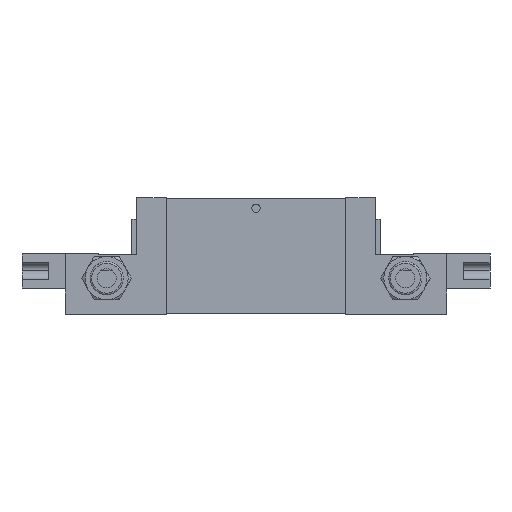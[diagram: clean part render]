
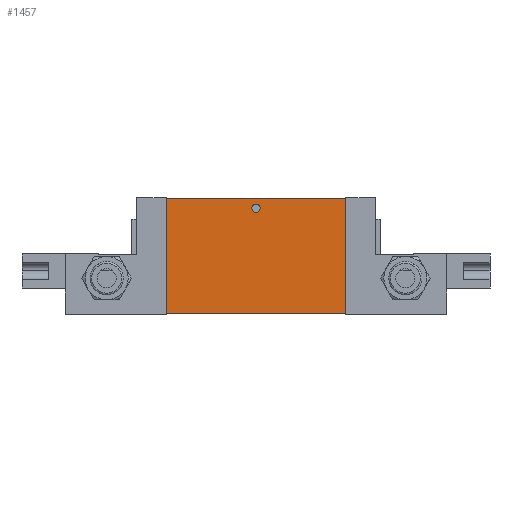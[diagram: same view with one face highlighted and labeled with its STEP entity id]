
A CAD part, left-side view. The second image highlights one B-rep face of the part: STEP entity #1457.
In plain terms, the highlighted planar face has unit normal (-1, 0, 0).
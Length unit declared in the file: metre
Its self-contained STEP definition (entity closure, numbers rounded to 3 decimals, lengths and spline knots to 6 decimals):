
#103 = CIRCLE ( 'NONE', #2406, 0.00125 ) ;
#306 = CIRCLE ( 'NONE', #4146, 0.00125 ) ;
#628 = LINE ( 'NONE', #6695, #2409 ) ;
#720 = DIRECTION ( 'NONE',  ( -1., 0., 0. ) ) ;
#903 = LINE ( 'NONE', #7270, #9671 ) ;
#1021 = CARTESIAN_POINT ( 'NONE',  ( -0.032458, 0.029195, 0.0174 ) ) ;
#1211 = DIRECTION ( 'NONE',  ( 0., 0., 1. ) ) ;
#1215 = DIRECTION ( 'NONE',  ( 0., -1., 0. ) ) ;
#1457 = ADVANCED_FACE ( 'NONE', ( #7171, #8008 ), #10768, .F. ) ;
#1482 = DIRECTION ( 'NONE',  ( 0., -1., 0. ) ) ;
#1575 = ORIENTED_EDGE ( 'NONE', *, *, #10123, .F. ) ;
#1595 = LINE ( 'NONE', #5759, #5942 ) ;
#1870 = DIRECTION ( 'NONE',  ( 1., 0., 0. ) ) ;
#2097 = EDGE_CURVE ( 'NONE', #8155, #9290, #306, .T. ) ;
#2117 = ORIENTED_EDGE ( 'NONE', *, *, #4468, .F. ) ;
#2406 = AXIS2_PLACEMENT_3D ( 'NONE', #9044, #7379, #1211 ) ;
#2409 = VECTOR ( 'NONE', #1482, 1. ) ;
#2461 = VECTOR ( 'NONE', #7197, 1. ) ;
#2631 = CARTESIAN_POINT ( 'NONE',  ( -0.032458, 0.002195, 0.01315 ) ) ;
#4079 = CARTESIAN_POINT ( 'NONE',  ( -0.032458, 0.029195, -0.0174 ) ) ;
#4146 = AXIS2_PLACEMENT_3D ( 'NONE', #9517, #720, #4266 ) ;
#4266 = DIRECTION ( 'NONE',  ( 0., 0., 1. ) ) ;
#4468 = EDGE_CURVE ( 'NONE', #8309, #4700, #903, .T. ) ;
#4611 = CARTESIAN_POINT ( 'NONE',  ( -0.032458, -0.024805, -0.0174 ) ) ;
#4664 = EDGE_CURVE ( 'NONE', #7952, #8281, #628, .T. ) ;
#4700 = VERTEX_POINT ( 'NONE', #11161 ) ;
#5168 = CARTESIAN_POINT ( 'NONE',  ( -0.032458, 0.002195, 0.01565 ) ) ;
#5759 = CARTESIAN_POINT ( 'NONE',  ( -0.032458, 0.029195, -0.0174 ) ) ;
#5942 = VECTOR ( 'NONE', #6654, 1. ) ;
#6172 = CARTESIAN_POINT ( 'NONE',  ( -0.032458, 0.029195, -0.0174 ) ) ;
#6654 = DIRECTION ( 'NONE',  ( 0., 0., 1. ) ) ;
#6695 = CARTESIAN_POINT ( 'NONE',  ( -0.032458, 0.029195, -0.0174 ) ) ;
#6778 = AXIS2_PLACEMENT_3D ( 'NONE', #6172, #1870, #7218 ) ;
#6864 = EDGE_LOOP ( 'NONE', ( #10593, #10782 ) ) ;
#7171 = FACE_BOUND ( 'NONE', #6864, .T. ) ;
#7197 = DIRECTION ( 'NONE',  ( 0., 0., 1. ) ) ;
#7218 = DIRECTION ( 'NONE',  ( 0., 0., -1. ) ) ;
#7270 = CARTESIAN_POINT ( 'NONE',  ( -0.032458, 0.029195, 0.0174 ) ) ;
#7379 = DIRECTION ( 'NONE',  ( -1., 0., 0. ) ) ;
#7388 = EDGE_CURVE ( 'NONE', #8281, #4700, #9575, .T. ) ;
#7510 = EDGE_CURVE ( 'NONE', #9290, #8155, #103, .T. ) ;
#7886 = CARTESIAN_POINT ( 'NONE',  ( -0.032458, -0.024805, -0.0174 ) ) ;
#7952 = VERTEX_POINT ( 'NONE', #4079 ) ;
#8008 = FACE_OUTER_BOUND ( 'NONE', #10715, .T. ) ;
#8155 = VERTEX_POINT ( 'NONE', #2631 ) ;
#8281 = VERTEX_POINT ( 'NONE', #4611 ) ;
#8309 = VERTEX_POINT ( 'NONE', #1021 ) ;
#8791 = ORIENTED_EDGE ( 'NONE', *, *, #4664, .T. ) ;
#9044 = CARTESIAN_POINT ( 'NONE',  ( -0.032458, 0.002195, 0.0144 ) ) ;
#9290 = VERTEX_POINT ( 'NONE', #5168 ) ;
#9517 = CARTESIAN_POINT ( 'NONE',  ( -0.032458, 0.002195, 0.0144 ) ) ;
#9561 = ORIENTED_EDGE ( 'NONE', *, *, #7388, .T. ) ;
#9575 = LINE ( 'NONE', #7886, #2461 ) ;
#9671 = VECTOR ( 'NONE', #1215, 1. ) ;
#10123 = EDGE_CURVE ( 'NONE', #7952, #8309, #1595, .T. ) ;
#10593 = ORIENTED_EDGE ( 'NONE', *, *, #7510, .F. ) ;
#10715 = EDGE_LOOP ( 'NONE', ( #9561, #2117, #1575, #8791 ) ) ;
#10768 = PLANE ( 'NONE',  #6778 ) ;
#10782 = ORIENTED_EDGE ( 'NONE', *, *, #2097, .F. ) ;
#11161 = CARTESIAN_POINT ( 'NONE',  ( -0.032458, -0.024805, 0.0174 ) ) ;
